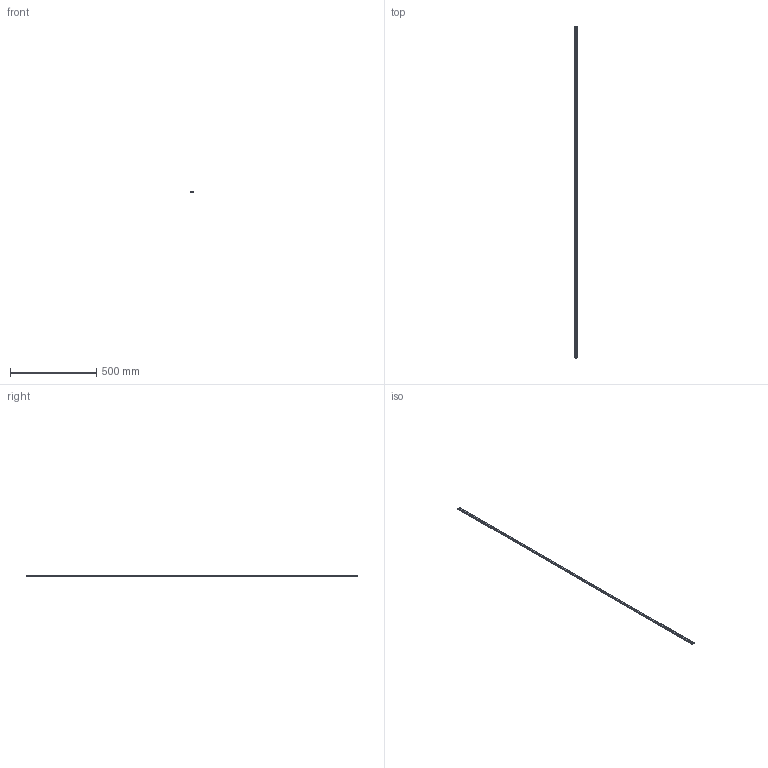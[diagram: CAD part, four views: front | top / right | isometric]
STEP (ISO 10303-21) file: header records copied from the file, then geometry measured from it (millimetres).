
FILE_DESCRIPTION(('STEP AP214'),'1');
FILE_NAME('cctmp_E188FFB2-2E98-47A2-BBB2-ABE93F778D1E_2021_02_19_11_32_23_0271..stp','2021-02-19T10:32:23',('HIWIN GmbH'),('CADClick - www.CADClick.com'),'Spatial InterOp 3D',' ','unknown authorization');
FILE_SCHEMA(('AUTOMOTIVE_DESIGN'));
Length unit declared in the file: millimetre
Products named in the file (1): MGNR12R1930CM_FILE
Bounding box: 12 x 1930 x 8 mm (x, y, z)
Volume: 165327.5 mm3; surface area: 95910.6 mm2
Topology: 1 solids, 1 shells, 788 faces, 1653 edges, 1102 vertices
Faces by surface type: cylinder 478, plane 310
Entity records: 27841 total; most frequent: DIRECTION 4187, CARTESIAN_POINT 3544, ORIENTED_EDGE 3306, AXIS2_PLACEMENT_3D 1745, EDGE_CURVE 1653, VERTEX_POINT 1102, EDGE_LOOP 1023, CIRCLE 956
